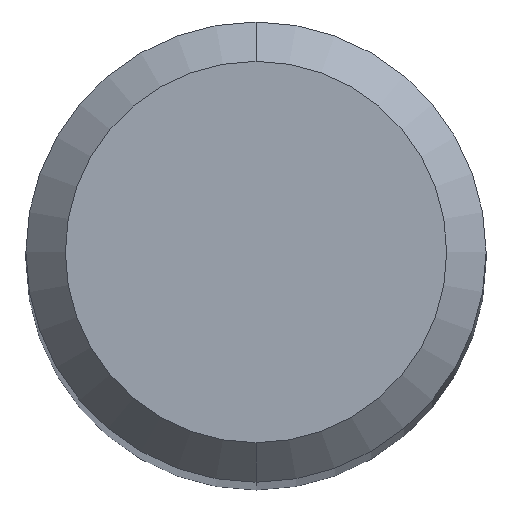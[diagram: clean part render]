
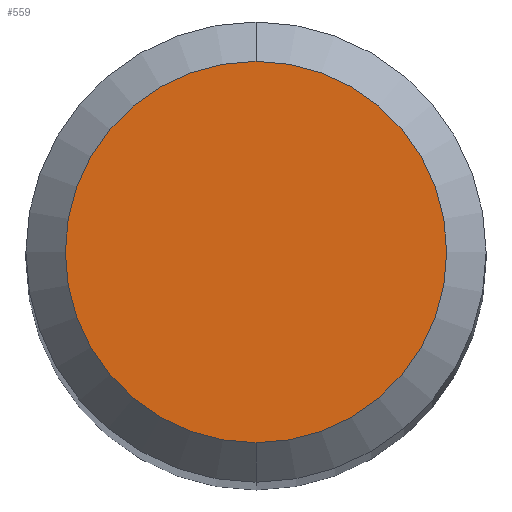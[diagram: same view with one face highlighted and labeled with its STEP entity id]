
A CAD part, top view. The second image highlights one B-rep face of the part: STEP entity #559.
In plain terms, the highlighted planar face has unit normal (0, 0, 1).
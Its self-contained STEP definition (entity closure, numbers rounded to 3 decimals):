
#369=VERTEX_POINT('',#768);
#381=EDGE_CURVE('',#445,#369,#782,.T.);
#445=VERTEX_POINT('',#854);
#559=ADVANCED_FACE('',(#983),#984,.T.);
#583=EDGE_CURVE('',#369,#445,#1011,.T.);
#768=CARTESIAN_POINT('',(0.,-1.45,0.0));
#782=CIRCLE('',#1398,1.45);
#854=CARTESIAN_POINT('',(0.0,1.45,0.0));
#983=FACE_OUTER_BOUND('',#1733,.T.);
#984=PLANE('',#1734);
#1011=CIRCLE('',#1773,1.45);
#1398=AXIS2_PLACEMENT_3D('',#1965,#1966,#1967);
#1733=EDGE_LOOP('',(#2225,#2226));
#1734=AXIS2_PLACEMENT_3D('',#2227,#2228,#2229);
#1773=AXIS2_PLACEMENT_3D('',#2252,#2253,#2254);
#1965=CARTESIAN_POINT('',(0.0,0.0,0.0));
#1966=DIRECTION('',(0.0,0.0,-1.0));
#1967=DIRECTION('',(0.0,1.0,0.0));
#2225=ORIENTED_EDGE('',*,*,#381,.F.);
#2226=ORIENTED_EDGE('',*,*,#583,.F.);
#2227=CARTESIAN_POINT('',(0.0,0.725,0.0));
#2228=DIRECTION('',(-0.0,0.0,1.0));
#2229=DIRECTION('',(0.0,-1.0,0.0));
#2252=CARTESIAN_POINT('',(0.0,0.0,0.0));
#2253=DIRECTION('',(0.0,0.0,-1.0));
#2254=DIRECTION('',(0.0,1.0,0.0));
